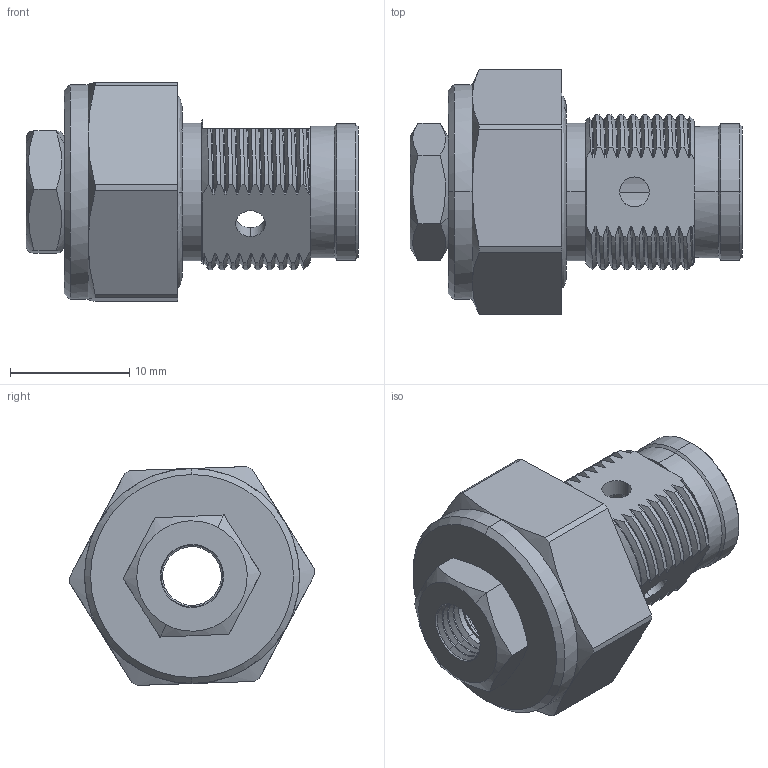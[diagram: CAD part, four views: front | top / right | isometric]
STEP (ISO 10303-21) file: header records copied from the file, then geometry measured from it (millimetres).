
FILE_DESCRIPTION (( 'STEP AP214' ), '1' );
FILE_NAME ('CZL20覃厒概.STEP', '2019-04-13T06:00:38', ( '' ), ( '' ), 'SwSTEP 2.0', 'SolidWorks 2016', '' );
FILE_SCHEMA (( 'AUTOMOTIVE_DESIGN' ));
Length unit declared in the file: millimetre
Products named in the file (4): hex thin nuts-grades ab-chamfered gb(GB_FASTENER_NUT_STNAB M6-S); 20概郋; 20概极; CZL20覃厒概
Assembly tree (3 placements, depth 2):
  CZL20覃厒概
    20概极
    20概郋
    hex thin nuts-grades ab-chamfered gb(GB_FASTENER_NUT_STNAB M6-S)
Bounding box: 27.8 x 20.5 x 18.32 mm (x, y, z)
Volume: 3278.7 mm3; surface area: 3489.1 mm2
Topology: 4 solids, 4 shells, 258 faces, 677 edges, 431 vertices
Faces by surface type: bspline 90, cylinder 80, cone 50, plane 38
Entity records: 33945 total; most frequent: CARTESIAN_POINT 28522, ORIENTED_EDGE 1354, DIRECTION 798, EDGE_CURVE 677, VERTEX_POINT 431, AXIS2_PLACEMENT_3D 311, EDGE_LOOP 276, ADVANCED_FACE 258
